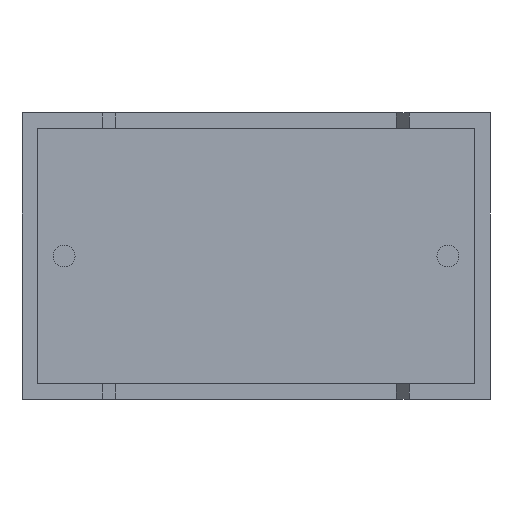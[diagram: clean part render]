
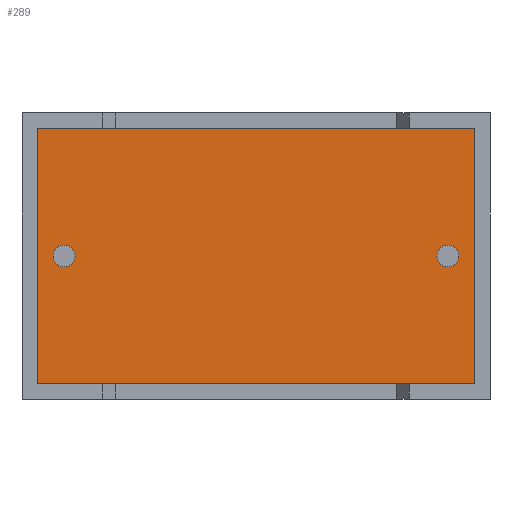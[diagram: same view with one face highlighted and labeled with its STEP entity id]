
A CAD part, front view. The second image highlights one B-rep face of the part: STEP entity #289.
In plain terms, the highlighted planar face has unit normal (0, -1, 0).
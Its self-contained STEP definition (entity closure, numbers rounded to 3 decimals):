
#15 = DIRECTION ( 'NONE',  ( 0., 0., -1. ) ) ;
#47 = DIRECTION ( 'NONE',  ( 0., -1., 0. ) ) ;
#83 = DIRECTION ( 'NONE',  ( 0., -1., 0. ) ) ;
#91 = CARTESIAN_POINT ( 'NONE',  ( 17.69, 0.75, 0.61 ) ) ;
#105 = DIRECTION ( 'NONE',  ( 0., 0., 1. ) ) ;
#128 = VECTOR ( 'NONE', #2601, 1000. ) ;
#129 = ORIENTED_EDGE ( 'NONE', *, *, #2212, .F. ) ;
#174 = CIRCLE ( 'NONE', #2298, 0.425 ) ;
#180 = VECTOR ( 'NONE', #1427, 1000. ) ;
#251 = CARTESIAN_POINT ( 'NONE',  ( 17.69, 0.75, 10.59 ) ) ;
#282 = CIRCLE ( 'NONE', #1308, 0.425 ) ;
#289 = ADVANCED_FACE ( 'NONE', ( #701, #1877, #1126 ), #1849, .T. ) ;
#380 = CARTESIAN_POINT ( 'NONE',  ( 0.61, 0.75, 0.61 ) ) ;
#402 = EDGE_CURVE ( 'NONE', #2773, #2860, #2430, .T. ) ;
#458 = ORIENTED_EDGE ( 'NONE', *, *, #402, .F. ) ;
#509 = EDGE_LOOP ( 'NONE', ( #2897, #1376 ) ) ;
#693 = CARTESIAN_POINT ( 'NONE',  ( 1.65, 0.75, 5.6 ) ) ;
#701 = FACE_BOUND ( 'NONE', #2923, .T. ) ;
#714 = CARTESIAN_POINT ( 'NONE',  ( 1.65, 0.75, 5.6 ) ) ;
#725 = CARTESIAN_POINT ( 'NONE',  ( 17.69, 0.75, 0.61 ) ) ;
#736 = EDGE_CURVE ( 'NONE', #2135, #795, #986, .T. ) ;
#795 = VERTEX_POINT ( 'NONE', #380 ) ;
#825 = DIRECTION ( 'NONE',  ( 0., -1., 0. ) ) ;
#838 = CARTESIAN_POINT ( 'NONE',  ( 16.65, 0.75, 5.6 ) ) ;
#930 = CARTESIAN_POINT ( 'NONE',  ( 17.69, 0.75, 10.59 ) ) ;
#986 = LINE ( 'NONE', #1002, #1881 ) ;
#996 = CARTESIAN_POINT ( 'NONE',  ( 16.65, 0.75, 5.175 ) ) ;
#1002 = CARTESIAN_POINT ( 'NONE',  ( 0.61, 0.75, 10.59 ) ) ;
#1066 = VECTOR ( 'NONE', #105, 1000. ) ;
#1073 = CARTESIAN_POINT ( 'NONE',  ( 1.65, 0.75, 5.175 ) ) ;
#1116 = DIRECTION ( 'NONE',  ( 0., 0., -1. ) ) ;
#1126 = FACE_BOUND ( 'NONE', #509, .T. ) ;
#1135 = ORIENTED_EDGE ( 'NONE', *, *, #2922, .T. ) ;
#1259 = AXIS2_PLACEMENT_3D ( 'NONE', #693, #2842, #2586 ) ;
#1308 = AXIS2_PLACEMENT_3D ( 'NONE', #714, #47, #15 ) ;
#1376 = ORIENTED_EDGE ( 'NONE', *, *, #2283, .F. ) ;
#1427 = DIRECTION ( 'NONE',  ( 1., 0., 0. ) ) ;
#1432 = VERTEX_POINT ( 'NONE', #2795 ) ;
#1466 = DIRECTION ( 'NONE',  ( 0., 0., -1. ) ) ;
#1613 = CARTESIAN_POINT ( 'NONE',  ( 0., 0.75, 0. ) ) ;
#1691 = DIRECTION ( 'NONE',  ( 0., 0., -1. ) ) ;
#1782 = AXIS2_PLACEMENT_3D ( 'NONE', #2152, #83, #1691 ) ;
#1822 = VERTEX_POINT ( 'NONE', #1073 ) ;
#1849 = PLANE ( 'NONE',  #2426 ) ;
#1877 = FACE_OUTER_BOUND ( 'NONE', #2854, .T. ) ;
#1881 = VECTOR ( 'NONE', #1466, 1000. ) ;
#1900 = LINE ( 'NONE', #2818, #180 ) ;
#1980 = VERTEX_POINT ( 'NONE', #930 ) ;
#1997 = CIRCLE ( 'NONE', #1259, 0.425 ) ;
#2023 = ORIENTED_EDGE ( 'NONE', *, *, #736, .T. ) ;
#2080 = DIRECTION ( 'NONE',  ( 0., -1., 0. ) ) ;
#2094 = VERTEX_POINT ( 'NONE', #725 ) ;
#2135 = VERTEX_POINT ( 'NONE', #2462 ) ;
#2152 = CARTESIAN_POINT ( 'NONE',  ( 16.65, 0.75, 5.6 ) ) ;
#2212 = EDGE_CURVE ( 'NONE', #2860, #2773, #174, .T. ) ;
#2224 = LINE ( 'NONE', #91, #1066 ) ;
#2281 = ORIENTED_EDGE ( 'NONE', *, *, #2850, .T. ) ;
#2283 = EDGE_CURVE ( 'NONE', #1822, #1432, #282, .T. ) ;
#2298 = AXIS2_PLACEMENT_3D ( 'NONE', #838, #825, #1116 ) ;
#2426 = AXIS2_PLACEMENT_3D ( 'NONE', #1613, #2080, #2606 ) ;
#2430 = CIRCLE ( 'NONE', #1782, 0.425 ) ;
#2462 = CARTESIAN_POINT ( 'NONE',  ( 0.61, 0.75, 10.59 ) ) ;
#2568 = LINE ( 'NONE', #251, #128 ) ;
#2586 = DIRECTION ( 'NONE',  ( 0., 0., -1. ) ) ;
#2601 = DIRECTION ( 'NONE',  ( -1., 0., 0. ) ) ;
#2606 = DIRECTION ( 'NONE',  ( 0., 0., -1. ) ) ;
#2629 = ORIENTED_EDGE ( 'NONE', *, *, #2696, .T. ) ;
#2641 = EDGE_CURVE ( 'NONE', #1432, #1822, #1997, .T. ) ;
#2696 = EDGE_CURVE ( 'NONE', #1980, #2135, #2568, .T. ) ;
#2773 = VERTEX_POINT ( 'NONE', #996 ) ;
#2795 = CARTESIAN_POINT ( 'NONE',  ( 1.65, 0.75, 6.025 ) ) ;
#2818 = CARTESIAN_POINT ( 'NONE',  ( 0.61, 0.75, 0.61 ) ) ;
#2842 = DIRECTION ( 'NONE',  ( 0., -1., 0. ) ) ;
#2850 = EDGE_CURVE ( 'NONE', #2094, #1980, #2224, .T. ) ;
#2854 = EDGE_LOOP ( 'NONE', ( #2023, #1135, #2281, #2629 ) ) ;
#2856 = CARTESIAN_POINT ( 'NONE',  ( 16.65, 0.75, 6.025 ) ) ;
#2860 = VERTEX_POINT ( 'NONE', #2856 ) ;
#2897 = ORIENTED_EDGE ( 'NONE', *, *, #2641, .F. ) ;
#2922 = EDGE_CURVE ( 'NONE', #795, #2094, #1900, .T. ) ;
#2923 = EDGE_LOOP ( 'NONE', ( #129, #458 ) ) ;
